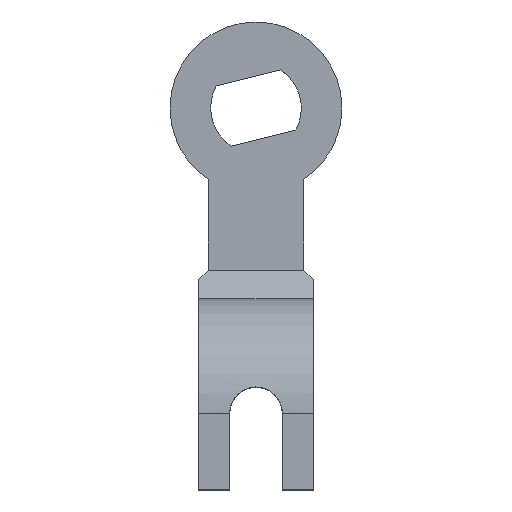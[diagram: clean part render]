
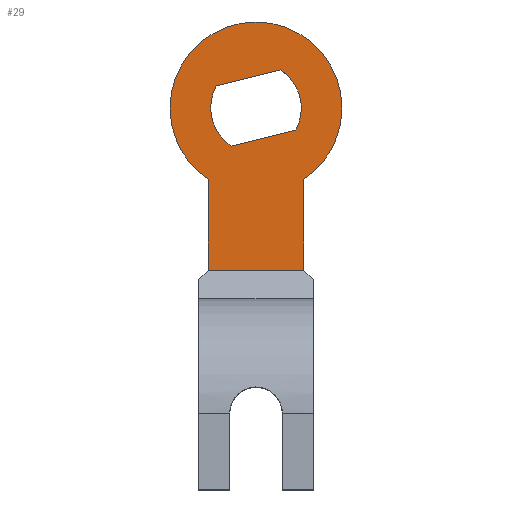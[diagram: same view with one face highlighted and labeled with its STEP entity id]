
A CAD part, top view. The second image highlights one B-rep face of the part: STEP entity #29.
In plain terms, the highlighted planar face has unit normal (0, 0, 1).
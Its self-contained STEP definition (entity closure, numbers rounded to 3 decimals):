
#5 = DIRECTION ( 'NONE',  ( 1., 0., 0. ) ) ;
#15 = ORIENTED_EDGE ( 'NONE', *, *, #692, .F. ) ;
#20 = CIRCLE ( 'NONE', #262, 4.75 ) ;
#23 = AXIS2_PLACEMENT_3D ( 'NONE', #477, #742, #842 ) ;
#26 = CARTESIAN_POINT ( 'NONE',  ( 0., 0., 6.5 ) ) ;
#29 = ADVANCED_FACE ( 'NONE', ( #306, #220 ), #36, .T. ) ;
#36 = PLANE ( 'NONE',  #1087 ) ;
#46 = VERTEX_POINT ( 'NONE', #298 ) ;
#47 = CARTESIAN_POINT ( 'NONE',  ( 0., 0., 6.5 ) ) ;
#53 = DIRECTION ( 'NONE',  ( 0., 0., 1. ) ) ;
#65 = DIRECTION ( 'NONE',  ( 0., -1., 0. ) ) ;
#86 = CIRCLE ( 'NONE', #23, 9. ) ;
#116 = DIRECTION ( 'NONE',  ( 1., 0., 0. ) ) ;
#160 = LINE ( 'NONE', #919, #480 ) ;
#165 = AXIS2_PLACEMENT_3D ( 'NONE', #47, #53, #815 ) ;
#173 = VERTEX_POINT ( 'NONE', #905 ) ;
#186 = AXIS2_PLACEMENT_3D ( 'NONE', #882, #295, #5 ) ;
#200 = EDGE_CURVE ( 'NONE', #173, #447, #241, .T. ) ;
#201 = VERTEX_POINT ( 'NONE', #1186 ) ;
#220 = FACE_OUTER_BOUND ( 'NONE', #524, .T. ) ;
#225 = CIRCLE ( 'NONE', #165, 9. ) ;
#241 = LINE ( 'NONE', #924, #319 ) ;
#248 = VERTEX_POINT ( 'NONE', #546 ) ;
#262 = AXIS2_PLACEMENT_3D ( 'NONE', #996, #1099, #904 ) ;
#267 = EDGE_CURVE ( 'NONE', #466, #173, #160, .T. ) ;
#295 = DIRECTION ( 'NONE',  ( 0., 0., 1. ) ) ;
#298 = CARTESIAN_POINT ( 'NONE',  ( 5., -7.483, 6.5 ) ) ;
#306 = FACE_BOUND ( 'NONE', #685, .T. ) ;
#319 = VECTOR ( 'NONE', #450, 1000. ) ;
#335 = DIRECTION ( 'NONE',  ( 0., 0., 1. ) ) ;
#350 = ORIENTED_EDGE ( 'NONE', *, *, #1225, .T. ) ;
#365 = LINE ( 'NONE', #1031, #741 ) ;
#370 = ORIENTED_EDGE ( 'NONE', *, *, #617, .F. ) ;
#378 = VERTEX_POINT ( 'NONE', #385 ) ;
#385 = CARTESIAN_POINT ( 'NONE',  ( 9., 0., 6.5 ) ) ;
#403 = CARTESIAN_POINT ( 'NONE',  ( 0., 0., 6.5 ) ) ;
#418 = CIRCLE ( 'NONE', #721, 9. ) ;
#443 = LINE ( 'NONE', #1198, #1189 ) ;
#447 = VERTEX_POINT ( 'NONE', #583 ) ;
#450 = DIRECTION ( 'NONE',  ( 1., 0., 0. ) ) ;
#466 = VERTEX_POINT ( 'NONE', #866 ) ;
#472 = EDGE_CURVE ( 'NONE', #248, #974, #1010, .T. ) ;
#477 = CARTESIAN_POINT ( 'NONE',  ( 0., 0., 6.5 ) ) ;
#480 = VECTOR ( 'NONE', #65, 1000. ) ;
#517 = DIRECTION ( 'NONE',  ( 0.97, 0.242, 0. ) ) ;
#522 = CARTESIAN_POINT ( 'NONE',  ( 0., 0., 6.5 ) ) ;
#524 = EDGE_LOOP ( 'NONE', ( #1020, #766, #1108, #1145, #350, #730 ) ) ;
#530 = CARTESIAN_POINT ( 'NONE',  ( -9., 0., 6.5 ) ) ;
#532 = VERTEX_POINT ( 'NONE', #530 ) ;
#546 = CARTESIAN_POINT ( 'NONE',  ( -4.75, 0., 6.5 ) ) ;
#559 = VECTOR ( 'NONE', #825, 1000. ) ;
#583 = CARTESIAN_POINT ( 'NONE',  ( 5., -17., 6.5 ) ) ;
#584 = DIRECTION ( 'NONE',  ( 0., 0., 1. ) ) ;
#595 = EDGE_CURVE ( 'NONE', #447, #46, #1178, .T. ) ;
#617 = EDGE_CURVE ( 'NONE', #201, #248, #20, .T. ) ;
#641 = EDGE_CURVE ( 'NONE', #974, #817, #443, .T. ) ;
#662 = CARTESIAN_POINT ( 'NONE',  ( -2.575, -3.992, 6.5 ) ) ;
#663 = DIRECTION ( 'NONE',  ( -0.97, -0.242, 0. ) ) ;
#678 = VERTEX_POINT ( 'NONE', #1229 ) ;
#685 = EDGE_LOOP ( 'NONE', ( #15, #956, #850, #1125, #370 ) ) ;
#692 = EDGE_CURVE ( 'NONE', #678, #201, #365, .T. ) ;
#699 = AXIS2_PLACEMENT_3D ( 'NONE', #26, #883, #116 ) ;
#721 = AXIS2_PLACEMENT_3D ( 'NONE', #522, #335, #999 ) ;
#730 = ORIENTED_EDGE ( 'NONE', *, *, #864, .T. ) ;
#741 = VECTOR ( 'NONE', #663, 1000. ) ;
#742 = DIRECTION ( 'NONE',  ( 0., 0., 1. ) ) ;
#764 = EDGE_CURVE ( 'NONE', #817, #678, #839, .T. ) ;
#766 = ORIENTED_EDGE ( 'NONE', *, *, #200, .T. ) ;
#815 = DIRECTION ( 'NONE',  ( 1., 0., 0. ) ) ;
#817 = VERTEX_POINT ( 'NONE', #1191 ) ;
#825 = DIRECTION ( 'NONE',  ( 0., 1., 0. ) ) ;
#839 = CIRCLE ( 'NONE', #186, 4.75 ) ;
#842 = DIRECTION ( 'NONE',  ( 1., 0., 0. ) ) ;
#850 = ORIENTED_EDGE ( 'NONE', *, *, #641, .F. ) ;
#864 = EDGE_CURVE ( 'NONE', #532, #466, #418, .T. ) ;
#866 = CARTESIAN_POINT ( 'NONE',  ( -5., -7.483, 6.5 ) ) ;
#882 = CARTESIAN_POINT ( 'NONE',  ( 0., 0., 6.5 ) ) ;
#883 = DIRECTION ( 'NONE',  ( 0., 0., 1. ) ) ;
#904 = DIRECTION ( 'NONE',  ( 1., 0., 0. ) ) ;
#905 = CARTESIAN_POINT ( 'NONE',  ( -5., -17., 6.5 ) ) ;
#919 = CARTESIAN_POINT ( 'NONE',  ( -5., -7.483, 6.5 ) ) ;
#924 = CARTESIAN_POINT ( 'NONE',  ( 0., -17., 6.5 ) ) ;
#929 = EDGE_CURVE ( 'NONE', #46, #378, #225, .T. ) ;
#956 = ORIENTED_EDGE ( 'NONE', *, *, #764, .F. ) ;
#974 = VERTEX_POINT ( 'NONE', #662 ) ;
#996 = CARTESIAN_POINT ( 'NONE',  ( 0., 0., 6.5 ) ) ;
#999 = DIRECTION ( 'NONE',  ( 1., 0., 0. ) ) ;
#1010 = CIRCLE ( 'NONE', #699, 4.75 ) ;
#1020 = ORIENTED_EDGE ( 'NONE', *, *, #267, .T. ) ;
#1031 = CARTESIAN_POINT ( 'NONE',  ( 2.575, 3.992, 6.5 ) ) ;
#1071 = DIRECTION ( 'NONE',  ( 1., 0., 0. ) ) ;
#1085 = CARTESIAN_POINT ( 'NONE',  ( 5., -7.483, 6.5 ) ) ;
#1087 = AXIS2_PLACEMENT_3D ( 'NONE', #403, #584, #1071 ) ;
#1099 = DIRECTION ( 'NONE',  ( 0., 0., 1. ) ) ;
#1108 = ORIENTED_EDGE ( 'NONE', *, *, #595, .T. ) ;
#1125 = ORIENTED_EDGE ( 'NONE', *, *, #472, .F. ) ;
#1145 = ORIENTED_EDGE ( 'NONE', *, *, #929, .T. ) ;
#1178 = LINE ( 'NONE', #1085, #559 ) ;
#1186 = CARTESIAN_POINT ( 'NONE',  ( -4.147, 2.315, 6.5 ) ) ;
#1189 = VECTOR ( 'NONE', #517, 1000. ) ;
#1191 = CARTESIAN_POINT ( 'NONE',  ( 4.147, -2.315, 6.5 ) ) ;
#1198 = CARTESIAN_POINT ( 'NONE',  ( 4.147, -2.315, 6.5 ) ) ;
#1225 = EDGE_CURVE ( 'NONE', #378, #532, #86, .T. ) ;
#1229 = CARTESIAN_POINT ( 'NONE',  ( 2.575, 3.992, 6.5 ) ) ;
